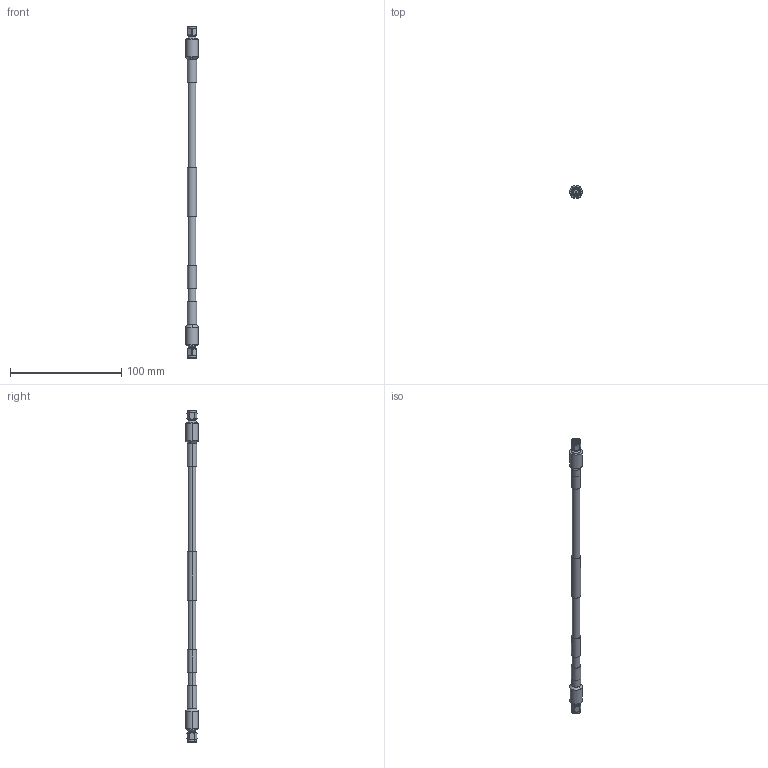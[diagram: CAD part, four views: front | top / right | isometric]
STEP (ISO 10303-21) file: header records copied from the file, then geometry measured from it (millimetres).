
FILE_DESCRIPTION (( 'STEP AP214' ), '1' );
FILE_NAME ('FMCA1877_3D.step', '2025-07-24T23:33:23', ( '' ), ( '' ), 'SwSTEP 2.0', 'SolidWorks 2022', '' );
FILE_SCHEMA (( 'AUTOMOTIVE_DESIGN' ));
Length unit declared in the file: inch
Products named in the file (4): TC-SPP250-SM-LP_3D^FMCA1877; FMCA1877_3D; Coax Cable^FMCA1877; Heat Shrink^FMCA1877
Assembly tree (5 placements, depth 2):
  FMCA1877_3D
    Coax Cable^FMCA1877
    Heat Shrink^FMCA1877  x2
    TC-SPP250-SM-LP_3D^FMCA1877  x2
Bounding box: 11.19 x 11.19 x 298.49 mm (x, y, z)
Volume: 17336.1 mm3; surface area: 10513.4 mm2
Topology: 5 solids, 5 shells, 212 faces, 488 edges, 300 vertices
Faces by surface type: cylinder 112, cone 46, plane 40, bspline 14
Entity records: 4723 total; most frequent: CARTESIAN_POINT 2037, DIRECTION 545, ORIENTED_EDGE 518, EDGE_CURVE 259, AXIS2_PLACEMENT_3D 227, VERTEX_POINT 160, EDGE_LOOP 125, ADVANCED_FACE 114
